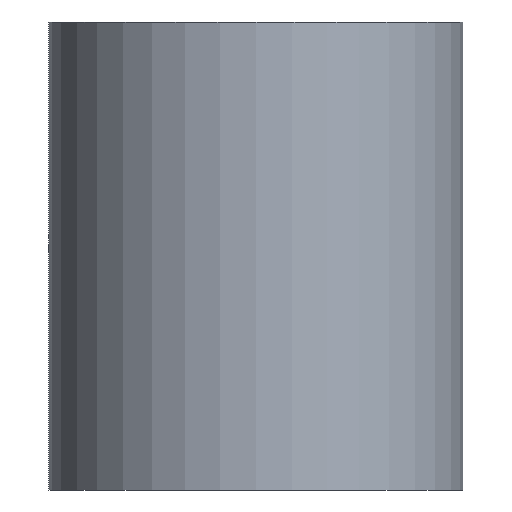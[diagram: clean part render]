
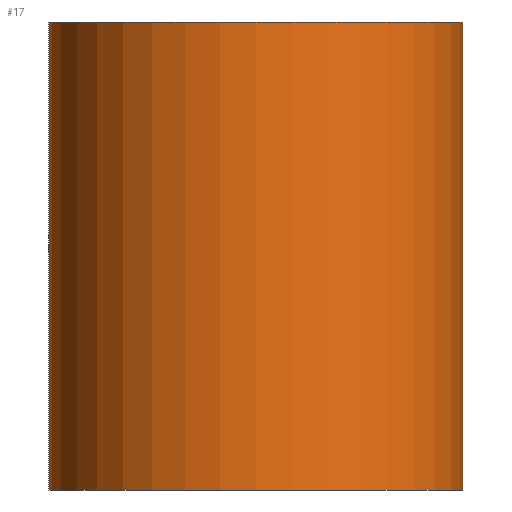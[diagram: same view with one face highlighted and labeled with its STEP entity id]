
A CAD part, front view. The second image highlights one B-rep face of the part: STEP entity #17.
In plain terms, the highlighted cylindrical face has radius 2.921 mm (diameter 5.842 mm), a partial arc.
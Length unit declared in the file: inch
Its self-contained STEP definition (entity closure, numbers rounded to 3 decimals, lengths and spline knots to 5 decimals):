
#10 = LINE ( 'NONE', #31, #191 ) ;
#14 = AXIS2_PLACEMENT_3D ( 'NONE', #162, #236, #220 ) ;
#17 = ADVANCED_FACE ( 'NONE', ( #180 ), #69, .T. ) ;
#20 = DIRECTION ( 'NONE',  ( 1., 0., 0. ) ) ;
#22 = CARTESIAN_POINT ( 'NONE',  ( 0.115, 0., 0.26 ) ) ;
#31 = CARTESIAN_POINT ( 'NONE',  ( -0.115, 0., 0.26 ) ) ;
#32 = CARTESIAN_POINT ( 'NONE',  ( 0.115, 0., 0. ) ) ;
#41 = EDGE_LOOP ( 'NONE', ( #173, #189, #179, #68 ) ) ;
#48 = CARTESIAN_POINT ( 'NONE',  ( 0., 0., 0.26 ) ) ;
#64 = EDGE_CURVE ( 'NONE', #235, #234, #198, .T. ) ;
#68 = ORIENTED_EDGE ( 'NONE', *, *, #105, .T. ) ;
#69 = CYLINDRICAL_SURFACE ( 'NONE', #138, 0.115 ) ;
#70 = CIRCLE ( 'NONE', #14, 0.115 ) ;
#74 = DIRECTION ( 'NONE',  ( 0., 0., -1. ) ) ;
#81 = EDGE_CURVE ( 'NONE', #234, #146, #195, .T. ) ;
#92 = CARTESIAN_POINT ( 'NONE',  ( 0., 0., 0.26 ) ) ;
#105 = EDGE_CURVE ( 'NONE', #190, #146, #70, .T. ) ;
#113 = AXIS2_PLACEMENT_3D ( 'NONE', #48, #128, #20 ) ;
#116 = CARTESIAN_POINT ( 'NONE',  ( -0.115, 0., 0. ) ) ;
#128 = DIRECTION ( 'NONE',  ( 0., 0., 1. ) ) ;
#138 = AXIS2_PLACEMENT_3D ( 'NONE', #92, #74, #214 ) ;
#143 = EDGE_CURVE ( 'NONE', #235, #190, #10, .T. ) ;
#146 = VERTEX_POINT ( 'NONE', #32 ) ;
#148 = CARTESIAN_POINT ( 'NONE',  ( 0.115, 0., 0.26 ) ) ;
#149 = CARTESIAN_POINT ( 'NONE',  ( -0.115, 0., 0.26 ) ) ;
#156 = DIRECTION ( 'NONE',  ( 0., 0., -1. ) ) ;
#162 = CARTESIAN_POINT ( 'NONE',  ( 0., 0., 0. ) ) ;
#163 = DIRECTION ( 'NONE',  ( 0., 0., -1. ) ) ;
#173 = ORIENTED_EDGE ( 'NONE', *, *, #81, .F. ) ;
#179 = ORIENTED_EDGE ( 'NONE', *, *, #143, .T. ) ;
#180 = FACE_OUTER_BOUND ( 'NONE', #41, .T. ) ;
#189 = ORIENTED_EDGE ( 'NONE', *, *, #64, .F. ) ;
#190 = VERTEX_POINT ( 'NONE', #116 ) ;
#191 = VECTOR ( 'NONE', #163, 39.37008 ) ;
#195 = LINE ( 'NONE', #22, #232 ) ;
#198 = CIRCLE ( 'NONE', #113, 0.115 ) ;
#214 = DIRECTION ( 'NONE',  ( -1., 0., 0. ) ) ;
#220 = DIRECTION ( 'NONE',  ( 1., 0., 0. ) ) ;
#232 = VECTOR ( 'NONE', #156, 39.37008 ) ;
#234 = VERTEX_POINT ( 'NONE', #148 ) ;
#235 = VERTEX_POINT ( 'NONE', #149 ) ;
#236 = DIRECTION ( 'NONE',  ( 0., 0., 1. ) ) ;
